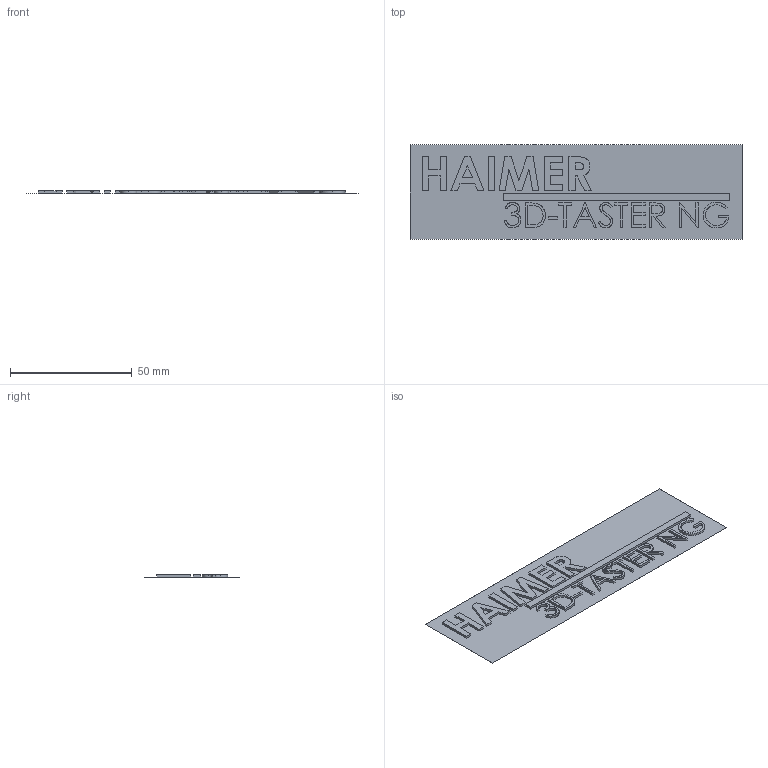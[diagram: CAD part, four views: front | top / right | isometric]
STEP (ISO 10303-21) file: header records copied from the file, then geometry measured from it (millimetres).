
FILE_DESCRIPTION (( 'STEP AP214' ), '1' );
FILE_NAME ('Haimer Case Text.STEP', '2024-12-24T07:39:17', ( '' ), ( '' ), 'SwSTEP 2.0', 'SolidWorks 2020', '' );
FILE_SCHEMA (( 'AUTOMOTIVE_DESIGN' ));
Length unit declared in the file: millimetre
Products named in the file (1): Haimer Case Text
Bounding box: 136.38 x 39 x 1 mm (x, y, z)
Volume: 1031.8 mm3; surface area: 11714.8 mm2
Topology: 1 solids, 1 shells, 229 faces, 612 edges, 408 vertices
Faces by surface type: plane 175, bspline 54
Entity records: 9960 total; most frequent: CARTESIAN_POINT 4568, ORIENTED_EDGE 1224, DIRECTION 856, EDGE_CURVE 612, VECTOR 504, LINE 504, VERTEX_POINT 408, EDGE_LOOP 252
